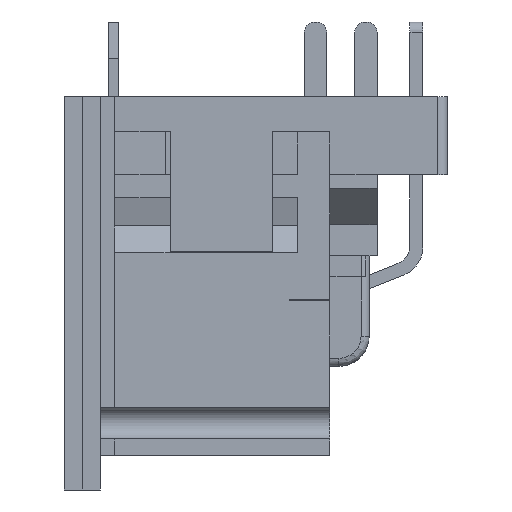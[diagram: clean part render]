
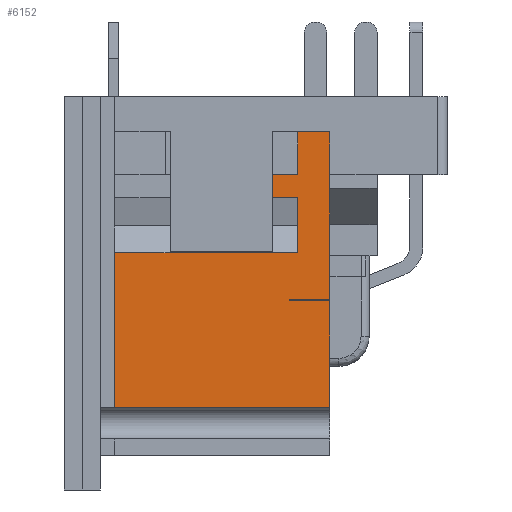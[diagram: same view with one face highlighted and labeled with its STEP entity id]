
A CAD part, left-side view. The second image highlights one B-rep face of the part: STEP entity #6152.
In plain terms, the highlighted free-form (B-spline) face has degree [1, 1] with [2, 2] control points.
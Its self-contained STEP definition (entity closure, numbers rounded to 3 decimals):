
#6152 = ADVANCED_FACE('',(#6153),#6167,.T.);
#6153 = FACE_BOUND('',#6154,.T.);
#6154 = EDGE_LOOP('',(#6155,#6178,#6194,#6210,#6226,#6242,#6258,#6274,
    #6290,#6306,#6322,#6338,#6354,#6370,#6386));
#6155 = ORIENTED_EDGE('',*,*,#6156,.T.);
#6156 = EDGE_CURVE('',#6157,#6159,#6161,.T.);
#6157 = VERTEX_POINT('',#6158);
#6158 = CARTESIAN_POINT('',(-7.68,-11.91,9.436));
#6159 = VERTEX_POINT('',#6160);
#6160 = CARTESIAN_POINT('',(-7.68,-11.91,15.63));
#6161 = SURFACE_CURVE('',#6162,(#6166),.PCURVE_S1.);
#6162 = LINE('',#6163,#6164);
#6163 = CARTESIAN_POINT('',(-7.68,-11.91,9.436));
#6164 = VECTOR('',#6165,1.);
#6165 = DIRECTION('',(0.,0.,1.));
#6166 = PCURVE('',#6167,#6172);
#6167 = B_SPLINE_SURFACE_WITH_KNOTS('',1,1,(
    (#6168,#6169)
    ,(#6170,#6171
    )),.UNSPECIFIED.,.F.,.F.,.F.,(2,2),(2,2),(-2.451,14.241),(-0.213,
    10.873),.PIECEWISE_BEZIER_KNOTS.);
#6168 = CARTESIAN_POINT('',(-7.68,-1.037,18.081));
#6169 = CARTESIAN_POINT('',(-7.68,-12.123,18.081));
#6170 = CARTESIAN_POINT('',(-7.68,-1.037,1.389));
#6171 = CARTESIAN_POINT('',(-7.68,-12.123,1.389));
#6172 = DEFINITIONAL_REPRESENTATION('',(#6173),#6177);
#6173 = LINE('',#6174,#6175);
#6174 = CARTESIAN_POINT('',(6.194,10.66));
#6175 = VECTOR('',#6176,1.);
#6176 = DIRECTION('',(-1.,0.));
#6177 = ( GEOMETRIC_REPRESENTATION_CONTEXT(2) 
PARAMETRIC_REPRESENTATION_CONTEXT() REPRESENTATION_CONTEXT('2D SPACE',''
  ) );
#6178 = ORIENTED_EDGE('',*,*,#6179,.T.);
#6179 = EDGE_CURVE('',#6159,#6180,#6182,.T.);
#6180 = VERTEX_POINT('',#6181);
#6181 = CARTESIAN_POINT('',(-7.68,-11.91,17.76));
#6182 = SURFACE_CURVE('',#6183,(#6187),.PCURVE_S1.);
#6183 = LINE('',#6184,#6185);
#6184 = CARTESIAN_POINT('',(-7.68,-11.91,15.63));
#6185 = VECTOR('',#6186,1.);
#6186 = DIRECTION('',(0.,0.,1.));
#6187 = PCURVE('',#6167,#6188);
#6188 = DEFINITIONAL_REPRESENTATION('',(#6189),#6193);
#6189 = LINE('',#6190,#6191);
#6190 = CARTESIAN_POINT('',(0.,10.66));
#6191 = VECTOR('',#6192,1.);
#6192 = DIRECTION('',(-1.,0.));
#6193 = ( GEOMETRIC_REPRESENTATION_CONTEXT(2) 
PARAMETRIC_REPRESENTATION_CONTEXT() REPRESENTATION_CONTEXT('2D SPACE',''
  ) );
#6194 = ORIENTED_EDGE('',*,*,#6195,.T.);
#6195 = EDGE_CURVE('',#6180,#6196,#6198,.T.);
#6196 = VERTEX_POINT('',#6197);
#6197 = CARTESIAN_POINT('',(-7.68,-10.31,17.76));
#6198 = SURFACE_CURVE('',#6199,(#6203),.PCURVE_S1.);
#6199 = LINE('',#6200,#6201);
#6200 = CARTESIAN_POINT('',(-7.68,-11.91,17.76));
#6201 = VECTOR('',#6202,1.);
#6202 = DIRECTION('',(0.,1.,0.));
#6203 = PCURVE('',#6167,#6204);
#6204 = DEFINITIONAL_REPRESENTATION('',(#6205),#6209);
#6205 = LINE('',#6206,#6207);
#6206 = CARTESIAN_POINT('',(-2.13,10.66));
#6207 = VECTOR('',#6208,1.);
#6208 = DIRECTION('',(0.,-1.));
#6209 = ( GEOMETRIC_REPRESENTATION_CONTEXT(2) 
PARAMETRIC_REPRESENTATION_CONTEXT() REPRESENTATION_CONTEXT('2D SPACE',''
  ) );
#6210 = ORIENTED_EDGE('',*,*,#6211,.T.);
#6211 = EDGE_CURVE('',#6196,#6212,#6214,.T.);
#6212 = VERTEX_POINT('',#6213);
#6213 = CARTESIAN_POINT('',(-7.68,-10.31,15.63));
#6214 = SURFACE_CURVE('',#6215,(#6219),.PCURVE_S1.);
#6215 = LINE('',#6216,#6217);
#6216 = CARTESIAN_POINT('',(-7.68,-10.31,17.76));
#6217 = VECTOR('',#6218,1.);
#6218 = DIRECTION('',(0.,0.,-1.));
#6219 = PCURVE('',#6167,#6220);
#6220 = DEFINITIONAL_REPRESENTATION('',(#6221),#6225);
#6221 = LINE('',#6222,#6223);
#6222 = CARTESIAN_POINT('',(-2.13,9.06));
#6223 = VECTOR('',#6224,1.);
#6224 = DIRECTION('',(1.,0.));
#6225 = ( GEOMETRIC_REPRESENTATION_CONTEXT(2) 
PARAMETRIC_REPRESENTATION_CONTEXT() REPRESENTATION_CONTEXT('2D SPACE',''
  ) );
#6226 = ORIENTED_EDGE('',*,*,#6227,.T.);
#6227 = EDGE_CURVE('',#6212,#6228,#6230,.T.);
#6228 = VERTEX_POINT('',#6229);
#6229 = CARTESIAN_POINT('',(-7.68,-9.07,15.63));
#6230 = SURFACE_CURVE('',#6231,(#6235),.PCURVE_S1.);
#6231 = LINE('',#6232,#6233);
#6232 = CARTESIAN_POINT('',(-7.68,-10.31,15.63));
#6233 = VECTOR('',#6234,1.);
#6234 = DIRECTION('',(0.,1.,0.));
#6235 = PCURVE('',#6167,#6236);
#6236 = DEFINITIONAL_REPRESENTATION('',(#6237),#6241);
#6237 = LINE('',#6238,#6239);
#6238 = CARTESIAN_POINT('',(0.,9.06));
#6239 = VECTOR('',#6240,1.);
#6240 = DIRECTION('',(0.,-1.));
#6241 = ( GEOMETRIC_REPRESENTATION_CONTEXT(2) 
PARAMETRIC_REPRESENTATION_CONTEXT() REPRESENTATION_CONTEXT('2D SPACE',''
  ) );
#6242 = ORIENTED_EDGE('',*,*,#6243,.T.);
#6243 = EDGE_CURVE('',#6228,#6244,#6246,.T.);
#6244 = VERTEX_POINT('',#6245);
#6245 = CARTESIAN_POINT('',(-7.68,-9.07,14.5));
#6246 = SURFACE_CURVE('',#6247,(#6251),.PCURVE_S1.);
#6247 = LINE('',#6248,#6249);
#6248 = CARTESIAN_POINT('',(-7.68,-9.07,15.63));
#6249 = VECTOR('',#6250,1.);
#6250 = DIRECTION('',(0.,0.,-1.));
#6251 = PCURVE('',#6167,#6252);
#6252 = DEFINITIONAL_REPRESENTATION('',(#6253),#6257);
#6253 = LINE('',#6254,#6255);
#6254 = CARTESIAN_POINT('',(0.,7.82));
#6255 = VECTOR('',#6256,1.);
#6256 = DIRECTION('',(1.,0.));
#6257 = ( GEOMETRIC_REPRESENTATION_CONTEXT(2) 
PARAMETRIC_REPRESENTATION_CONTEXT() REPRESENTATION_CONTEXT('2D SPACE',''
  ) );
#6258 = ORIENTED_EDGE('',*,*,#6259,.T.);
#6259 = EDGE_CURVE('',#6244,#6260,#6262,.T.);
#6260 = VERTEX_POINT('',#6261);
#6261 = CARTESIAN_POINT('',(-7.68,-10.31,14.5));
#6262 = SURFACE_CURVE('',#6263,(#6267),.PCURVE_S1.);
#6263 = LINE('',#6264,#6265);
#6264 = CARTESIAN_POINT('',(-7.68,-9.07,14.5));
#6265 = VECTOR('',#6266,1.);
#6266 = DIRECTION('',(0.,-1.,0.));
#6267 = PCURVE('',#6167,#6268);
#6268 = DEFINITIONAL_REPRESENTATION('',(#6269),#6273);
#6269 = LINE('',#6270,#6271);
#6270 = CARTESIAN_POINT('',(1.13,7.82));
#6271 = VECTOR('',#6272,1.);
#6272 = DIRECTION('',(0.,1.));
#6273 = ( GEOMETRIC_REPRESENTATION_CONTEXT(2) 
PARAMETRIC_REPRESENTATION_CONTEXT() REPRESENTATION_CONTEXT('2D SPACE',''
  ) );
#6274 = ORIENTED_EDGE('',*,*,#6275,.T.);
#6275 = EDGE_CURVE('',#6260,#6276,#6278,.T.);
#6276 = VERTEX_POINT('',#6277);
#6277 = CARTESIAN_POINT('',(-7.68,-10.31,11.75));
#6278 = SURFACE_CURVE('',#6279,(#6283),.PCURVE_S1.);
#6279 = LINE('',#6280,#6281);
#6280 = CARTESIAN_POINT('',(-7.68,-10.31,14.5));
#6281 = VECTOR('',#6282,1.);
#6282 = DIRECTION('',(0.,0.,-1.));
#6283 = PCURVE('',#6167,#6284);
#6284 = DEFINITIONAL_REPRESENTATION('',(#6285),#6289);
#6285 = LINE('',#6286,#6287);
#6286 = CARTESIAN_POINT('',(1.13,9.06));
#6287 = VECTOR('',#6288,1.);
#6288 = DIRECTION('',(1.,0.));
#6289 = ( GEOMETRIC_REPRESENTATION_CONTEXT(2) 
PARAMETRIC_REPRESENTATION_CONTEXT() REPRESENTATION_CONTEXT('2D SPACE',''
  ) );
#6290 = ORIENTED_EDGE('',*,*,#6291,.T.);
#6291 = EDGE_CURVE('',#6276,#6292,#6294,.T.);
#6292 = VERTEX_POINT('',#6293);
#6293 = CARTESIAN_POINT('',(-7.68,-1.25,11.75));
#6294 = SURFACE_CURVE('',#6295,(#6299),.PCURVE_S1.);
#6295 = LINE('',#6296,#6297);
#6296 = CARTESIAN_POINT('',(-7.68,-10.31,11.75));
#6297 = VECTOR('',#6298,1.);
#6298 = DIRECTION('',(0.,1.,0.));
#6299 = PCURVE('',#6167,#6300);
#6300 = DEFINITIONAL_REPRESENTATION('',(#6301),#6305);
#6301 = LINE('',#6302,#6303);
#6302 = CARTESIAN_POINT('',(3.88,9.06));
#6303 = VECTOR('',#6304,1.);
#6304 = DIRECTION('',(0.,-1.));
#6305 = ( GEOMETRIC_REPRESENTATION_CONTEXT(2) 
PARAMETRIC_REPRESENTATION_CONTEXT() REPRESENTATION_CONTEXT('2D SPACE',''
  ) );
#6306 = ORIENTED_EDGE('',*,*,#6307,.T.);
#6307 = EDGE_CURVE('',#6292,#6308,#6310,.T.);
#6308 = VERTEX_POINT('',#6309);
#6309 = CARTESIAN_POINT('',(-7.68,-1.25,4.09));
#6310 = SURFACE_CURVE('',#6311,(#6315),.PCURVE_S1.);
#6311 = LINE('',#6312,#6313);
#6312 = CARTESIAN_POINT('',(-7.68,-1.25,11.75));
#6313 = VECTOR('',#6314,1.);
#6314 = DIRECTION('',(0.,0.,-1.));
#6315 = PCURVE('',#6167,#6316);
#6316 = DEFINITIONAL_REPRESENTATION('',(#6317),#6321);
#6317 = LINE('',#6318,#6319);
#6318 = CARTESIAN_POINT('',(3.88,0.));
#6319 = VECTOR('',#6320,1.);
#6320 = DIRECTION('',(1.,0.));
#6321 = ( GEOMETRIC_REPRESENTATION_CONTEXT(2) 
PARAMETRIC_REPRESENTATION_CONTEXT() REPRESENTATION_CONTEXT('2D SPACE',''
  ) );
#6322 = ORIENTED_EDGE('',*,*,#6323,.T.);
#6323 = EDGE_CURVE('',#6308,#6324,#6326,.T.);
#6324 = VERTEX_POINT('',#6325);
#6325 = CARTESIAN_POINT('',(-7.68,-11.91,4.09));
#6326 = SURFACE_CURVE('',#6327,(#6331),.PCURVE_S1.);
#6327 = LINE('',#6328,#6329);
#6328 = CARTESIAN_POINT('',(-7.68,-1.25,4.09));
#6329 = VECTOR('',#6330,1.);
#6330 = DIRECTION('',(0.,-1.,0.));
#6331 = PCURVE('',#6167,#6332);
#6332 = DEFINITIONAL_REPRESENTATION('',(#6333),#6337);
#6333 = LINE('',#6334,#6335);
#6334 = CARTESIAN_POINT('',(11.54,0.));
#6335 = VECTOR('',#6336,1.);
#6336 = DIRECTION('',(0.,1.));
#6337 = ( GEOMETRIC_REPRESENTATION_CONTEXT(2) 
PARAMETRIC_REPRESENTATION_CONTEXT() REPRESENTATION_CONTEXT('2D SPACE',''
  ) );
#6338 = ORIENTED_EDGE('',*,*,#6339,.T.);
#6339 = EDGE_CURVE('',#6324,#6340,#6342,.T.);
#6340 = VERTEX_POINT('',#6341);
#6341 = CARTESIAN_POINT('',(-7.68,-11.91,9.381));
#6342 = SURFACE_CURVE('',#6343,(#6347),.PCURVE_S1.);
#6343 = LINE('',#6344,#6345);
#6344 = CARTESIAN_POINT('',(-7.68,-11.91,4.09));
#6345 = VECTOR('',#6346,1.);
#6346 = DIRECTION('',(0.,0.,1.));
#6347 = PCURVE('',#6167,#6348);
#6348 = DEFINITIONAL_REPRESENTATION('',(#6349),#6353);
#6349 = LINE('',#6350,#6351);
#6350 = CARTESIAN_POINT('',(11.54,10.66));
#6351 = VECTOR('',#6352,1.);
#6352 = DIRECTION('',(-1.,0.));
#6353 = ( GEOMETRIC_REPRESENTATION_CONTEXT(2) 
PARAMETRIC_REPRESENTATION_CONTEXT() REPRESENTATION_CONTEXT('2D SPACE',''
  ) );
#6354 = ORIENTED_EDGE('',*,*,#6355,.T.);
#6355 = EDGE_CURVE('',#6340,#6356,#6358,.T.);
#6356 = VERTEX_POINT('',#6357);
#6357 = CARTESIAN_POINT('',(-7.68,-9.91,9.381));
#6358 = SURFACE_CURVE('',#6359,(#6363),.PCURVE_S1.);
#6359 = LINE('',#6360,#6361);
#6360 = CARTESIAN_POINT('',(-7.68,-11.91,9.381));
#6361 = VECTOR('',#6362,1.);
#6362 = DIRECTION('',(0.,1.,0.));
#6363 = PCURVE('',#6167,#6364);
#6364 = DEFINITIONAL_REPRESENTATION('',(#6365),#6369);
#6365 = LINE('',#6366,#6367);
#6366 = CARTESIAN_POINT('',(6.249,10.66));
#6367 = VECTOR('',#6368,1.);
#6368 = DIRECTION('',(0.,-1.));
#6369 = ( GEOMETRIC_REPRESENTATION_CONTEXT(2) 
PARAMETRIC_REPRESENTATION_CONTEXT() REPRESENTATION_CONTEXT('2D SPACE',''
  ) );
#6370 = ORIENTED_EDGE('',*,*,#6371,.T.);
#6371 = EDGE_CURVE('',#6356,#6372,#6374,.T.);
#6372 = VERTEX_POINT('',#6373);
#6373 = CARTESIAN_POINT('',(-7.68,-9.91,9.436));
#6374 = SURFACE_CURVE('',#6375,(#6379),.PCURVE_S1.);
#6375 = LINE('',#6376,#6377);
#6376 = CARTESIAN_POINT('',(-7.68,-9.91,9.381));
#6377 = VECTOR('',#6378,1.);
#6378 = DIRECTION('',(0.,0.,1.));
#6379 = PCURVE('',#6167,#6380);
#6380 = DEFINITIONAL_REPRESENTATION('',(#6381),#6385);
#6381 = LINE('',#6382,#6383);
#6382 = CARTESIAN_POINT('',(6.249,8.66));
#6383 = VECTOR('',#6384,1.);
#6384 = DIRECTION('',(-1.,0.));
#6385 = ( GEOMETRIC_REPRESENTATION_CONTEXT(2) 
PARAMETRIC_REPRESENTATION_CONTEXT() REPRESENTATION_CONTEXT('2D SPACE',''
  ) );
#6386 = ORIENTED_EDGE('',*,*,#6387,.T.);
#6387 = EDGE_CURVE('',#6372,#6157,#6388,.T.);
#6388 = SURFACE_CURVE('',#6389,(#6393),.PCURVE_S1.);
#6389 = LINE('',#6390,#6391);
#6390 = CARTESIAN_POINT('',(-7.68,-9.91,9.436));
#6391 = VECTOR('',#6392,1.);
#6392 = DIRECTION('',(0.,-1.,0.));
#6393 = PCURVE('',#6167,#6394);
#6394 = DEFINITIONAL_REPRESENTATION('',(#6395),#6399);
#6395 = LINE('',#6396,#6397);
#6396 = CARTESIAN_POINT('',(6.194,8.66));
#6397 = VECTOR('',#6398,1.);
#6398 = DIRECTION('',(0.,1.));
#6399 = ( GEOMETRIC_REPRESENTATION_CONTEXT(2) 
PARAMETRIC_REPRESENTATION_CONTEXT() REPRESENTATION_CONTEXT('2D SPACE',''
  ) );
